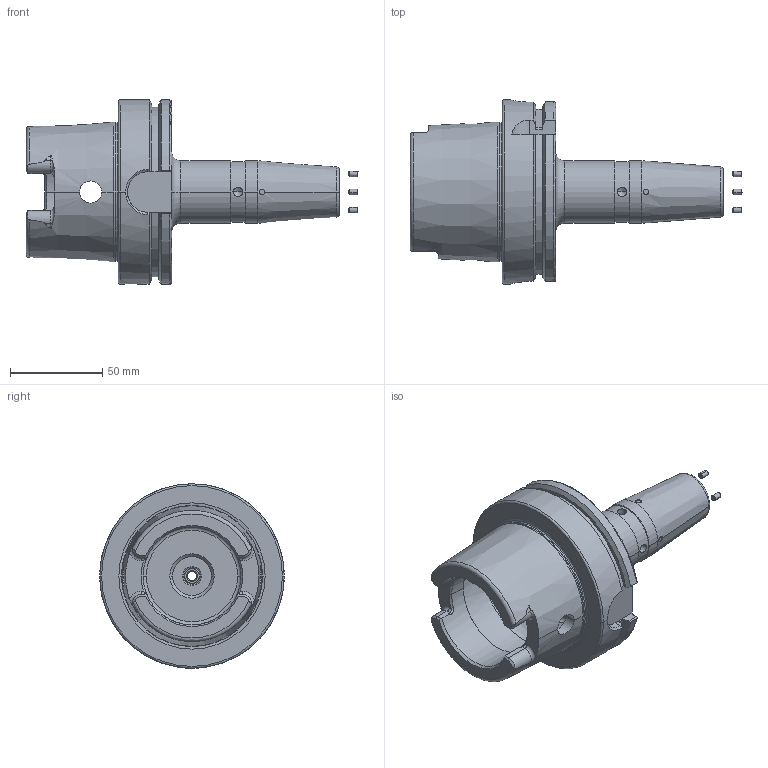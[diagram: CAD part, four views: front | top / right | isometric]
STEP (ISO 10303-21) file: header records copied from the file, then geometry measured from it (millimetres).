
FILE_DESCRIPTION (( 'STEP AP203' ), '1' );
FILE_NAME ('F1A100H-SFK14120.STEP', '2024-09-03T11:28:02', ( '' ), ( '' ), 'SwSTEP 2.0', 'SolidWorks 2024', '' );
FILE_SCHEMA (( 'CONFIG_CONTROL_DESIGN' ));
Length unit declared in the file: millimetre
Products named in the file (5): SCWM10x1x15-FLAT&SLOT; HSKA100SFK14120WW; F1A100H-SFK14120; GS-M3X5; EXPANDER PLUG Ø3x3.6
Assembly tree (10 placements, depth 2):
  F1A100H-SFK14120
    HSKA100SFK14120WW
    SCWM10x1x15-FLAT&SLOT
    EXPANDER PLUG Ø3x3.6  x4
    GS-M3X5  x4
Bounding box: 179.98 x 100 x 100 mm (x, y, z)
Volume: 317146.5 mm3; surface area: 65202.6 mm2
Topology: 10 solids, 10 shells, 398 faces, 987 edges, 588 vertices
Faces by surface type: plane 142, cylinder 118, cone 97, torus 31, bspline 10
Entity records: 12115 total; most frequent: CARTESIAN_POINT 4127, ORIENTED_EDGE 1574, DIRECTION 1478, EDGE_CURVE 787, AXIS2_PLACEMENT_3D 578, VERTEX_POINT 483, EDGE_LOOP 340, LINE 322
